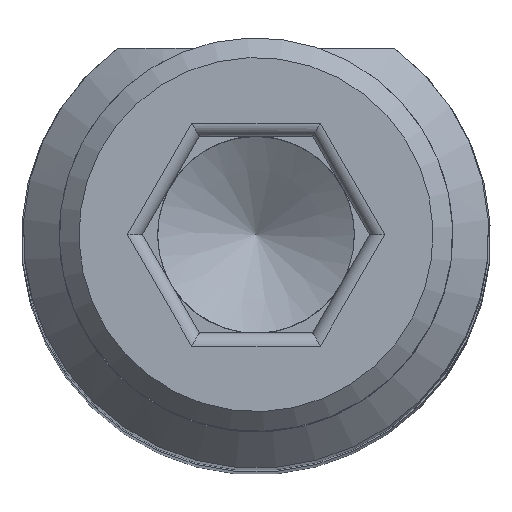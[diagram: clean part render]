
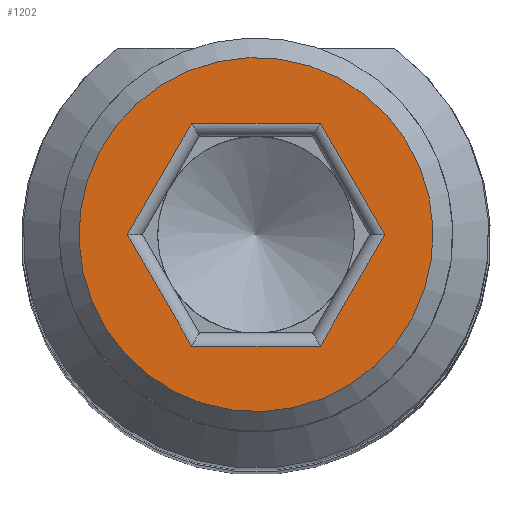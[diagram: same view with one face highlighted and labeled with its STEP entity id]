
A CAD part, top view. The second image highlights one B-rep face of the part: STEP entity #1202.
In plain terms, the highlighted face is planar.
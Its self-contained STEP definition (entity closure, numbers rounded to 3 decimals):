
#55=FACE_BOUND('',#225,.T.);
#71=PLANE('',#1410);
#150=FACE_OUTER_BOUND('',#224,.T.);
#224=EDGE_LOOP('',(#1056));
#225=EDGE_LOOP('',(#1057,#1058,#1059,#1060,#1061,#1062));
#286=LINE('',#2151,#362);
#288=LINE('',#2160,#364);
#290=LINE('',#2166,#366);
#292=LINE('',#2169,#368);
#294=LINE('',#2175,#370);
#296=LINE('',#2178,#372);
#362=VECTOR('',#1744,1.963);
#364=VECTOR('',#1752,1.963);
#366=VECTOR('',#1758,1.963);
#368=VECTOR('',#1762,1.963);
#370=VECTOR('',#1768,1.963);
#372=VECTOR('',#1772,1.963);
#478=CIRCLE('',#1409,2.7);
#571=VERTEX_POINT('',#2144);
#574=VERTEX_POINT('',#2149);
#576=VERTEX_POINT('',#2154);
#578=VERTEX_POINT('',#2158);
#580=VERTEX_POINT('',#2164);
#582=VERTEX_POINT('',#2173);
#586=VERTEX_POINT('',#2188);
#728=EDGE_CURVE('',#574,#571,#286,.T.);
#732=EDGE_CURVE('',#578,#576,#288,.T.);
#735=EDGE_CURVE('',#580,#574,#290,.T.);
#737=EDGE_CURVE('',#576,#580,#292,.T.);
#740=EDGE_CURVE('',#582,#578,#294,.T.);
#742=EDGE_CURVE('',#571,#582,#296,.T.);
#748=EDGE_CURVE('',#586,#586,#478,.T.);
#1056=ORIENTED_EDGE('',*,*,#748,.F.);
#1057=ORIENTED_EDGE('',*,*,#737,.F.);
#1058=ORIENTED_EDGE('',*,*,#732,.F.);
#1059=ORIENTED_EDGE('',*,*,#740,.F.);
#1060=ORIENTED_EDGE('',*,*,#742,.F.);
#1061=ORIENTED_EDGE('',*,*,#728,.F.);
#1062=ORIENTED_EDGE('',*,*,#735,.F.);
#1202=ADVANCED_FACE('',(#150,#55),#71,.T.);
#1409=AXIS2_PLACEMENT_3D('',#2190,#1785,#1786);
#1410=AXIS2_PLACEMENT_3D('',#2191,#1787,#1788);
#1744=DIRECTION('',(0.74,0.,0.673));
#1752=DIRECTION('',(-0.74,0.,-0.673));
#1758=DIRECTION('',(-0.213,0.,0.977));
#1762=DIRECTION('',(-0.953,0.,0.304));
#1768=DIRECTION('',(0.213,0.,-0.977));
#1772=DIRECTION('',(0.953,0.,-0.304));
#1785=DIRECTION('center_axis',(0.,-1.,0.));
#1786=DIRECTION('ref_axis',(-1.,0.,0.));
#1787=DIRECTION('center_axis',(0.,1.,0.));
#1788=DIRECTION('ref_axis',(0.,0.,1.));
#2144=CARTESIAN_POINT('',(2.734,1.028,1.918));
#2149=CARTESIAN_POINT('',(1.282,1.028,0.598));
#2151=CARTESIAN_POINT('',(1.282,1.028,0.598));
#2154=CARTESIAN_POINT('',(3.569,1.028,-1.918));
#2158=CARTESIAN_POINT('',(5.021,1.028,-0.598));
#2160=CARTESIAN_POINT('',(5.021,1.028,-0.598));
#2164=CARTESIAN_POINT('',(1.699,1.028,-1.32));
#2166=CARTESIAN_POINT('',(1.699,1.028,-1.32));
#2169=CARTESIAN_POINT('',(3.569,1.028,-1.918));
#2173=CARTESIAN_POINT('',(4.604,1.028,1.32));
#2175=CARTESIAN_POINT('',(4.604,1.028,1.32));
#2178=CARTESIAN_POINT('',(2.734,1.028,1.918));
#2188=CARTESIAN_POINT('',(5.851,1.028,0.));
#2190=CARTESIAN_POINT('Origin',(3.151,1.028,0.));
#2191=CARTESIAN_POINT('Origin',(4.651,1.028,0.));
